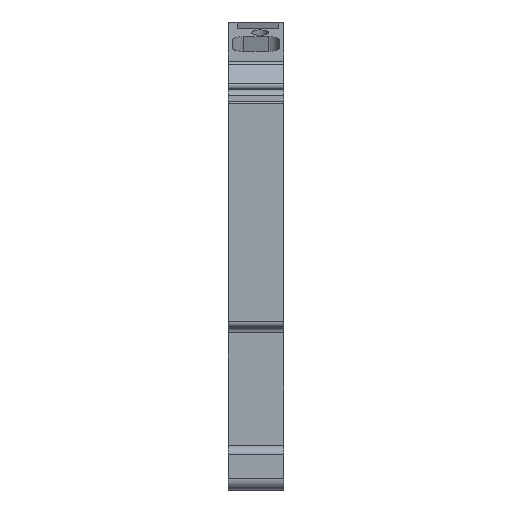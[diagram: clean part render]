
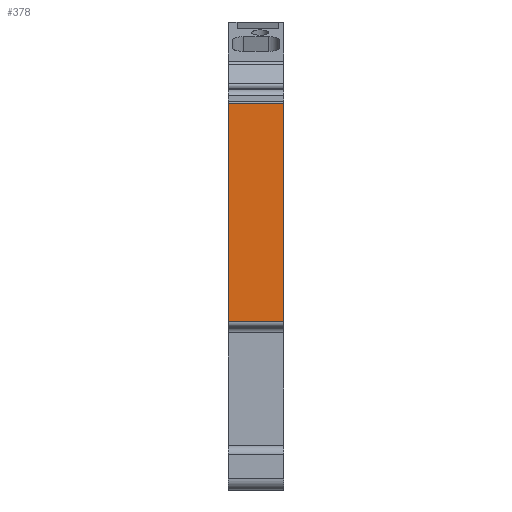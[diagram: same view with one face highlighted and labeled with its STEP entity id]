
A CAD part, left-side view. The second image highlights one B-rep face of the part: STEP entity #378.
In plain terms, the highlighted planar face has unit normal (-1, 0, 0).
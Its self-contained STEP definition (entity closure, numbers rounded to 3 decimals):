
#378 = ADVANCED_FACE( '', ( #808 ), #809, .F. );
#808 = FACE_OUTER_BOUND( '', #1287, .T. );
#809 = PLANE( '', #1288 );
#1287 = EDGE_LOOP( '', ( #2497, #2498, #2499, #2500 ) );
#1288 = AXIS2_PLACEMENT_3D( '', #2501, #2502, #2503 );
#2497 = ORIENTED_EDGE( '', *, *, #3359, .T. );
#2498 = ORIENTED_EDGE( '', *, *, #3310, .F. );
#2499 = ORIENTED_EDGE( '', *, *, #2974, .F. );
#2500 = ORIENTED_EDGE( '', *, *, #3109, .T. );
#2501 = CARTESIAN_POINT( '', ( -26.831, 5., -5.9 ) );
#2502 = DIRECTION( '', ( 1., 0., 0. ) );
#2503 = DIRECTION( '', ( 0., 0., -1. ) );
#2974 = EDGE_CURVE( '', #3644, #3646, #3647, .T. );
#3109 = EDGE_CURVE( '', #3644, #3878, #3880, .T. );
#3310 = EDGE_CURVE( '', #3646, #4152, #4156, .T. );
#3359 = EDGE_CURVE( '', #3878, #4152, #4221, .T. );
#3644 = VERTEX_POINT( '', #4561 );
#3646 = VERTEX_POINT( '', #4563 );
#3647 = LINE( '', #4564, #4565 );
#3878 = VERTEX_POINT( '', #4863 );
#3880 = LINE( '', #4865, #4866 );
#4152 = VERTEX_POINT( '', #5241 );
#4156 = LINE( '', #5246, #5247 );
#4221 = LINE( '', #5332, #5333 );
#4561 = CARTESIAN_POINT( '', ( -26.831, 5., -5.9 ) );
#4563 = CARTESIAN_POINT( '', ( -26.831, 5., 13.709 ) );
#4564 = CARTESIAN_POINT( '', ( -26.831, 5., -5.9 ) );
#4565 = VECTOR( '', #5662, 1000. );
#4863 = CARTESIAN_POINT( '', ( -26.831, 0., -5.9 ) );
#4865 = CARTESIAN_POINT( '', ( -26.831, 5., -5.9 ) );
#4866 = VECTOR( '', #5877, 1000. );
#5241 = CARTESIAN_POINT( '', ( -26.831, 0., 13.709 ) );
#5246 = CARTESIAN_POINT( '', ( -26.831, 5., 13.709 ) );
#5247 = VECTOR( '', #6084, 1000. );
#5332 = CARTESIAN_POINT( '', ( -26.831, 0., -5.9 ) );
#5333 = VECTOR( '', #6159, 1000. );
#5662 = DIRECTION( '', ( 0., 0., 1. ) );
#5877 = DIRECTION( '', ( 0., -1., 0. ) );
#6084 = DIRECTION( '', ( 0., -1., 0. ) );
#6159 = DIRECTION( '', ( 0., 0., 1. ) );
